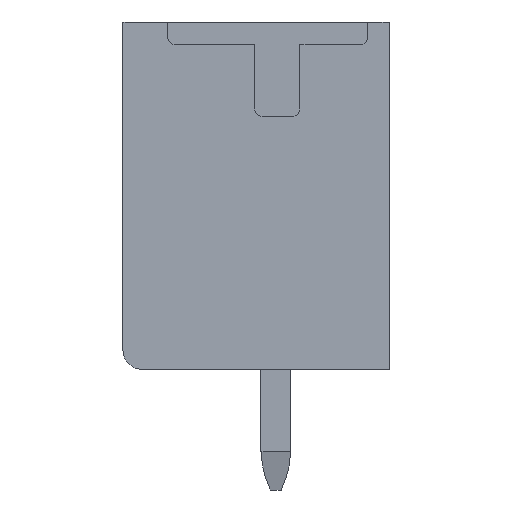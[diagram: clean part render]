
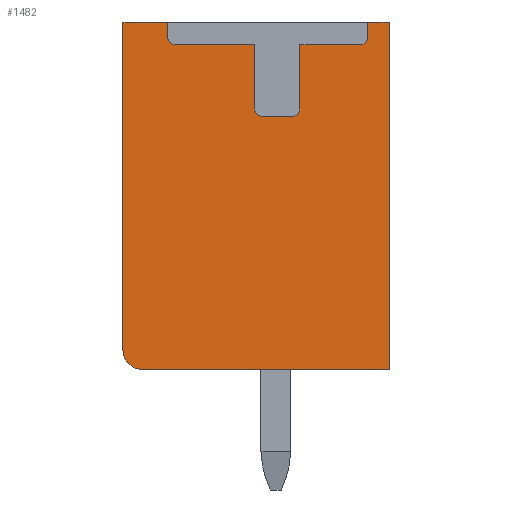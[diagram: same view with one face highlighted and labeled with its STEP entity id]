
A CAD part, left-side view. The second image highlights one B-rep face of the part: STEP entity #1482.
In plain terms, the highlighted planar face has unit normal (-1, 0, 0).
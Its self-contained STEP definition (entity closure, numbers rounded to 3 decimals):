
#1367=AXIS2_PLACEMENT_3D('Plane Axis2P3D',#1364,#1365,#1366) ;
#1378=AXIS2_PLACEMENT_3D('Circle Axis2P3D',#1376,#1377,$) ;
#1397=AXIS2_PLACEMENT_3D('Circle Axis2P3D',#1395,#1396,$) ;
#1418=AXIS2_PLACEMENT_3D('Circle Axis2P3D',#1416,#1417,$) ;
#1432=AXIS2_PLACEMENT_3D('Circle Axis2P3D',#1430,#1431,$) ;
#1453=AXIS2_PLACEMENT_3D('Circle Axis2P3D',#1451,#1452,$) ;
#824=CARTESIAN_POINT('Vertex',(0.3,0.56,12.4)) ;
#829=CARTESIAN_POINT('Line Origine',(0.3,0.28,12.4)) ;
#833=CARTESIAN_POINT('Vertex',(0.3,0.,12.4)) ;
#882=CARTESIAN_POINT('Vertex',(0.3,7.05,12.4)) ;
#885=CARTESIAN_POINT('Line Origine',(0.3,6.455,12.4)) ;
#889=CARTESIAN_POINT('Vertex',(0.3,5.86,12.4)) ;
#1341=CARTESIAN_POINT('Vertex',(0.3,0.56,12.)) ;
#1346=CARTESIAN_POINT('Line Origine',(0.3,0.56,12.2)) ;
#1364=CARTESIAN_POINT('Axis2P3D Location',(0.3,0.,0.)) ;
#1369=CARTESIAN_POINT('Line Origine',(0.3,7.05,8.05)) ;
#1373=CARTESIAN_POINT('Vertex',(0.3,7.05,3.7)) ;
#1376=CARTESIAN_POINT('Axis2P3D Location',(0.3,6.55,3.7)) ;
#1380=CARTESIAN_POINT('Vertex',(0.3,6.55,3.2)) ;
#1383=CARTESIAN_POINT('Line Origine',(0.3,3.275,3.2)) ;
#1387=CARTESIAN_POINT('Vertex',(0.3,0.,3.2)) ;
#1390=CARTESIAN_POINT('Line Origine',(0.3,0.,7.8)) ;
#1395=CARTESIAN_POINT('Axis2P3D Location',(0.3,0.76,12.)) ;
#1399=CARTESIAN_POINT('Vertex',(0.3,0.76,11.8)) ;
#1402=CARTESIAN_POINT('Line Origine',(0.3,1.56,11.8)) ;
#1406=CARTESIAN_POINT('Vertex',(0.3,2.36,11.8)) ;
#1409=CARTESIAN_POINT('Line Origine',(0.3,2.36,10.95)) ;
#1413=CARTESIAN_POINT('Vertex',(0.3,2.36,10.1)) ;
#1416=CARTESIAN_POINT('Axis2P3D Location',(0.3,2.56,10.1)) ;
#1420=CARTESIAN_POINT('Vertex',(0.3,2.56,9.9)) ;
#1423=CARTESIAN_POINT('Line Origine',(0.3,2.96,9.9)) ;
#1427=CARTESIAN_POINT('Vertex',(0.3,3.36,9.9)) ;
#1430=CARTESIAN_POINT('Axis2P3D Location',(0.3,3.36,10.1)) ;
#1434=CARTESIAN_POINT('Vertex',(0.3,3.56,10.1)) ;
#1437=CARTESIAN_POINT('Line Origine',(0.3,3.56,10.95)) ;
#1441=CARTESIAN_POINT('Vertex',(0.3,3.56,11.8)) ;
#1444=CARTESIAN_POINT('Line Origine',(0.3,4.61,11.8)) ;
#1448=CARTESIAN_POINT('Vertex',(0.3,5.66,11.8)) ;
#1451=CARTESIAN_POINT('Axis2P3D Location',(0.3,5.66,12.)) ;
#1455=CARTESIAN_POINT('Vertex',(0.3,5.86,12.)) ;
#1458=CARTESIAN_POINT('Line Origine',(0.3,5.86,12.2)) ;
#830=DIRECTION('Vector Direction',(0.,-1.,0.)) ;
#886=DIRECTION('Vector Direction',(0.,-1.,0.)) ;
#1347=DIRECTION('Vector Direction',(0.,0.,-1.)) ;
#1365=DIRECTION('Axis2P3D Direction',(-1.,0.,0.)) ;
#1366=DIRECTION('Axis2P3D XDirection',(0.,-1.,0.)) ;
#1370=DIRECTION('Vector Direction',(0.,0.,1.)) ;
#1377=DIRECTION('Axis2P3D Direction',(-1.,0.,0.)) ;
#1384=DIRECTION('Vector Direction',(0.,1.,0.)) ;
#1391=DIRECTION('Vector Direction',(0.,0.,-1.)) ;
#1396=DIRECTION('Axis2P3D Direction',(-1.,0.,0.)) ;
#1403=DIRECTION('Vector Direction',(0.,1.,0.)) ;
#1410=DIRECTION('Vector Direction',(0.,0.,-1.)) ;
#1417=DIRECTION('Axis2P3D Direction',(-1.,0.,0.)) ;
#1424=DIRECTION('Vector Direction',(0.,1.,0.)) ;
#1431=DIRECTION('Axis2P3D Direction',(-1.,0.,0.)) ;
#1438=DIRECTION('Vector Direction',(0.,0.,1.)) ;
#1445=DIRECTION('Vector Direction',(0.,1.,0.)) ;
#1452=DIRECTION('Axis2P3D Direction',(-1.,0.,0.)) ;
#1459=DIRECTION('Vector Direction',(0.,0.,1.)) ;
#831=VECTOR('Line Direction',#830,1.) ;
#887=VECTOR('Line Direction',#886,1.) ;
#1348=VECTOR('Line Direction',#1347,1.) ;
#1371=VECTOR('Line Direction',#1370,1.) ;
#1385=VECTOR('Line Direction',#1384,1.) ;
#1392=VECTOR('Line Direction',#1391,1.) ;
#1404=VECTOR('Line Direction',#1403,1.) ;
#1411=VECTOR('Line Direction',#1410,1.) ;
#1425=VECTOR('Line Direction',#1424,1.) ;
#1439=VECTOR('Line Direction',#1438,1.) ;
#1446=VECTOR('Line Direction',#1445,1.) ;
#1460=VECTOR('Line Direction',#1459,1.) ;
#1464=ORIENTED_EDGE('',*,*,#891,.T.) ;
#1465=ORIENTED_EDGE('',*,*,#1375,.T.) ;
#1466=ORIENTED_EDGE('',*,*,#1382,.T.) ;
#1467=ORIENTED_EDGE('',*,*,#1389,.T.) ;
#1468=ORIENTED_EDGE('',*,*,#1394,.T.) ;
#1469=ORIENTED_EDGE('',*,*,#835,.T.) ;
#1470=ORIENTED_EDGE('',*,*,#1350,.F.) ;
#1471=ORIENTED_EDGE('',*,*,#1401,.F.) ;
#1472=ORIENTED_EDGE('',*,*,#1408,.F.) ;
#1473=ORIENTED_EDGE('',*,*,#1415,.F.) ;
#1474=ORIENTED_EDGE('',*,*,#1422,.F.) ;
#1475=ORIENTED_EDGE('',*,*,#1429,.F.) ;
#1476=ORIENTED_EDGE('',*,*,#1436,.F.) ;
#1477=ORIENTED_EDGE('',*,*,#1443,.F.) ;
#1478=ORIENTED_EDGE('',*,*,#1450,.F.) ;
#1479=ORIENTED_EDGE('',*,*,#1457,.F.) ;
#1480=ORIENTED_EDGE('',*,*,#1462,.F.) ;
#1482=ADVANCED_FACE('HOUSING',(#1481),#1368,.T.) ;
#1379=CIRCLE('generated circle',#1378,0.5) ;
#1398=CIRCLE('generated circle',#1397,0.2) ;
#1419=CIRCLE('generated circle',#1418,0.2) ;
#1433=CIRCLE('generated circle',#1432,0.2) ;
#1454=CIRCLE('generated circle',#1453,0.2) ;
#835=EDGE_CURVE('',#834,#825,#832,.F.) ;
#891=EDGE_CURVE('',#890,#883,#888,.F.) ;
#1350=EDGE_CURVE('',#1342,#825,#1349,.F.) ;
#1375=EDGE_CURVE('',#883,#1374,#1372,.F.) ;
#1382=EDGE_CURVE('',#1374,#1381,#1379,.T.) ;
#1389=EDGE_CURVE('',#1381,#1388,#1386,.F.) ;
#1394=EDGE_CURVE('',#1388,#834,#1393,.F.) ;
#1401=EDGE_CURVE('',#1400,#1342,#1398,.T.) ;
#1408=EDGE_CURVE('',#1407,#1400,#1405,.F.) ;
#1415=EDGE_CURVE('',#1414,#1407,#1412,.F.) ;
#1422=EDGE_CURVE('',#1421,#1414,#1419,.T.) ;
#1429=EDGE_CURVE('',#1428,#1421,#1426,.F.) ;
#1436=EDGE_CURVE('',#1435,#1428,#1433,.T.) ;
#1443=EDGE_CURVE('',#1442,#1435,#1440,.F.) ;
#1450=EDGE_CURVE('',#1449,#1442,#1447,.F.) ;
#1457=EDGE_CURVE('',#1456,#1449,#1454,.T.) ;
#1462=EDGE_CURVE('',#890,#1456,#1461,.F.) ;
#1463=EDGE_LOOP('',(#1464,#1465,#1466,#1467,#1468,#1469,#1470,#1471,#1472,#1473,#1474,#1475,#1476,#1477,#1478,#1479,#1480)) ;
#1481=FACE_OUTER_BOUND('',#1463,.T.) ;
#832=LINE('Line',#829,#831) ;
#888=LINE('Line',#885,#887) ;
#1349=LINE('Line',#1346,#1348) ;
#1372=LINE('Line',#1369,#1371) ;
#1386=LINE('Line',#1383,#1385) ;
#1393=LINE('Line',#1390,#1392) ;
#1405=LINE('Line',#1402,#1404) ;
#1412=LINE('Line',#1409,#1411) ;
#1426=LINE('Line',#1423,#1425) ;
#1440=LINE('Line',#1437,#1439) ;
#1447=LINE('Line',#1444,#1446) ;
#1461=LINE('Line',#1458,#1460) ;
#1368=PLANE('',#1367) ;
#825=VERTEX_POINT('',#824) ;
#834=VERTEX_POINT('',#833) ;
#883=VERTEX_POINT('',#882) ;
#890=VERTEX_POINT('',#889) ;
#1342=VERTEX_POINT('',#1341) ;
#1374=VERTEX_POINT('',#1373) ;
#1381=VERTEX_POINT('',#1380) ;
#1388=VERTEX_POINT('',#1387) ;
#1400=VERTEX_POINT('',#1399) ;
#1407=VERTEX_POINT('',#1406) ;
#1414=VERTEX_POINT('',#1413) ;
#1421=VERTEX_POINT('',#1420) ;
#1428=VERTEX_POINT('',#1427) ;
#1435=VERTEX_POINT('',#1434) ;
#1442=VERTEX_POINT('',#1441) ;
#1449=VERTEX_POINT('',#1448) ;
#1456=VERTEX_POINT('',#1455) ;
